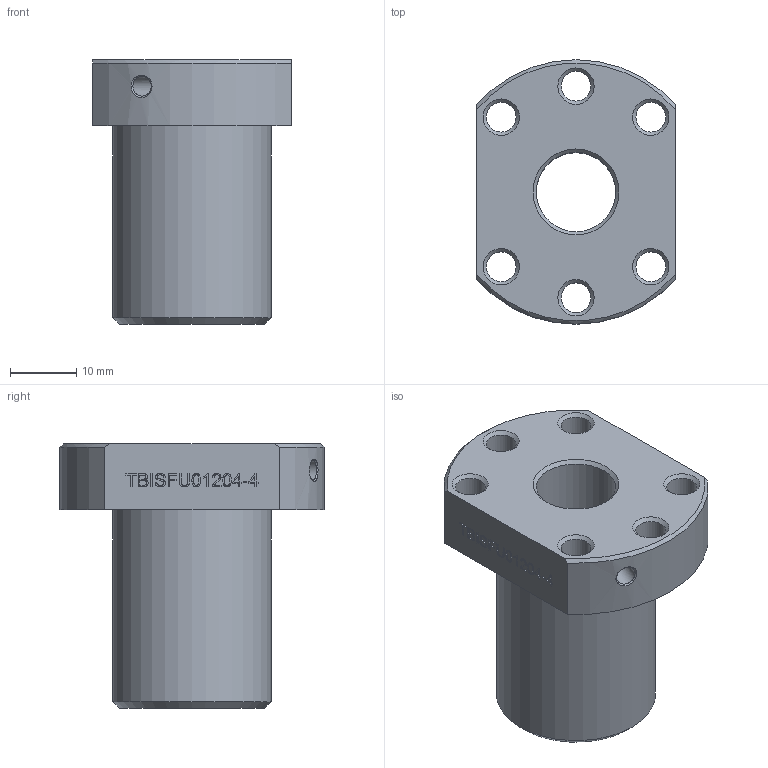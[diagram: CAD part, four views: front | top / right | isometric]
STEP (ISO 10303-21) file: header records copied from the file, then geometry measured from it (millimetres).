
FILE_DESCRIPTION(/* description */ (''),/* implementation_level */ '2;1');
FILE_NAME(/* name */ 'SFU01204-4.stp',/* time_stamp */ '2020-03-23T20:22:20+08:00',/* author */ (''),/* organization */ (''),/* preprocessor_version */ 'ST-DEVELOPER v16',/* originating_system */ 'SIEMENS PLM Software NX 10.0',/* authorisation */ '');
FILE_SCHEMA (('AUTOMOTIVE_DESIGN { 1 0 10303 214 3 1 1 1 }'));
Length unit declared in the file: millimetre
Products named in the file (1): Admi0BFC4609naco
Bounding box: 30 x 40 x 40 mm (x, y, z)
Volume: 18583.5 mm3; surface area: 7658.4 mm2
Topology: 1 solids, 1 shells, 146 faces, 361 edges, 238 vertices
Faces by surface type: plane 97, extrusion 24, cylinder 12, cone 12, bspline 1
Full cylindrical faces by diameter (mm): 3 x1, 4.5 x6, 5.2 x1, 12 x1, 24 x1
Entity records: 5164 total; most frequent: CARTESIAN_POINT 1815, ORIENTED_EDGE 672, DIRECTION 584, EDGE_CURVE 336, VECTOR 272, LINE 248, VERTEX_POINT 235, EDGE_LOOP 202
